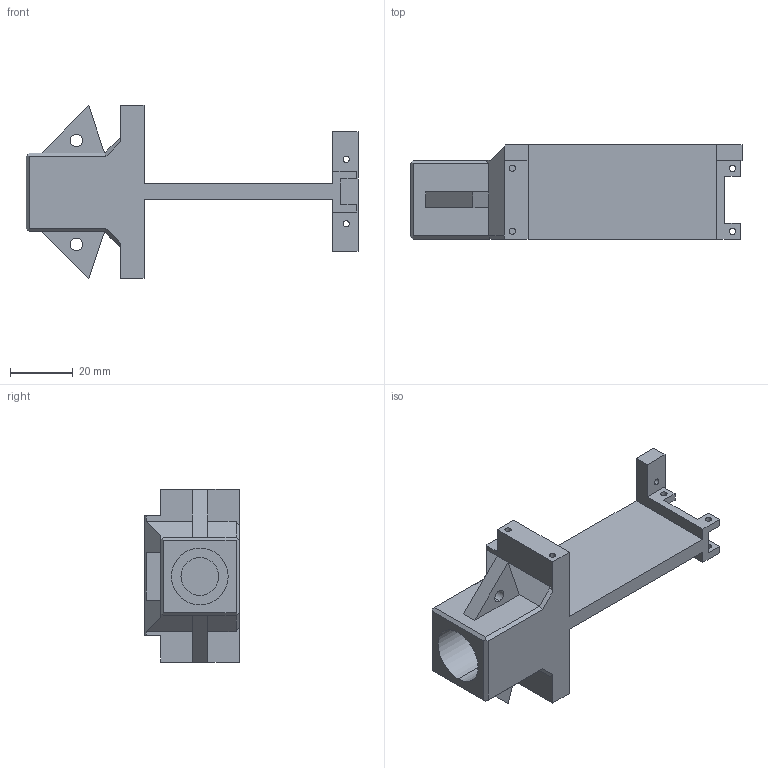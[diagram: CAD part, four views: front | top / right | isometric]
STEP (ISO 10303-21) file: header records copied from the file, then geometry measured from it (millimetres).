
FILE_DESCRIPTION (( 'STEP AP214' ), '1' );
FILE_NAME ('hip_spine.STEP', '2017-10-19T02:49:20', ( '' ), ( '' ), 'SwSTEP 2.0', 'SolidWorks 2013', '' );
FILE_SCHEMA (( 'AUTOMOTIVE_DESIGN' ));
Length unit declared in the file: millimetre
Products named in the file (1): hip_spine
Bounding box: 105.5 x 30 x 55.28 mm (x, y, z)
Volume: 36821.1 mm3; surface area: 16169.5 mm2
Topology: 1 solids, 1 shells, 104 faces, 279 edges, 184 vertices
Faces by surface type: plane 72, cylinder 32
Entity records: 3309 total; most frequent: CARTESIAN_POINT 568, ORIENTED_EDGE 558, DIRECTION 553, EDGE_CURVE 279, LINE 215, VECTOR 215, VERTEX_POINT 184, AXIS2_PLACEMENT_3D 169
